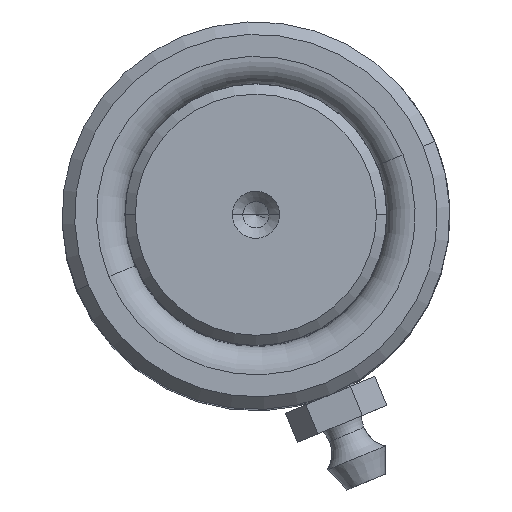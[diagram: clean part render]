
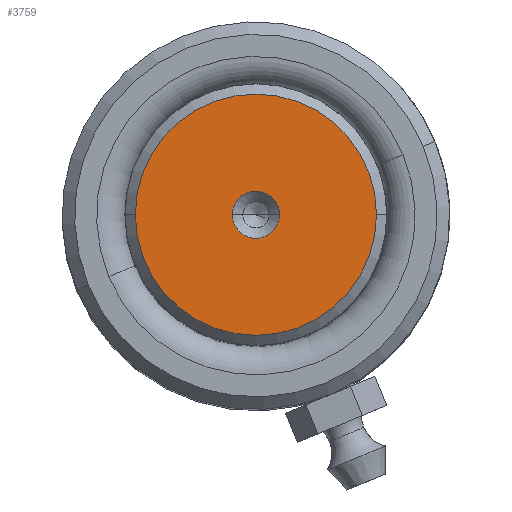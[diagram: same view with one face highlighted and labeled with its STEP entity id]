
A CAD part, top view. The second image highlights one B-rep face of the part: STEP entity #3759.
In plain terms, the highlighted planar face has unit normal (0, 0, 1).
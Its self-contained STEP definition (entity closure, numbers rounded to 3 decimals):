
#85 = FACE_BOUND ( 'NONE', #4281, .T. ) ;
#573 = CARTESIAN_POINT ( 'NONE',  ( 0., 0., 130. ) ) ;
#575 = EDGE_CURVE ( 'NONE', #7485, #3351, #6358, .T. ) ;
#887 = ORIENTED_EDGE ( 'NONE', *, *, #6227, .T. ) ;
#1021 = ORIENTED_EDGE ( 'NONE', *, *, #5072, .T. ) ;
#1161 = CARTESIAN_POINT ( 'NONE',  ( 11.509, 0., 130. ) ) ;
#1173 = CARTESIAN_POINT ( 'NONE',  ( 0., 0., 130. ) ) ;
#1231 = EDGE_LOOP ( 'NONE', ( #887, #1021 ) ) ;
#1283 = DIRECTION ( 'NONE',  ( 1., 0., 0. ) ) ;
#1309 = CARTESIAN_POINT ( 'NONE',  ( 0., 0., 130. ) ) ;
#1407 = ORIENTED_EDGE ( 'NONE', *, *, #1441, .F. ) ;
#1441 = EDGE_CURVE ( 'NONE', #3351, #7485, #6897, .T. ) ;
#1852 = FACE_OUTER_BOUND ( 'NONE', #1231, .T. ) ;
#1903 = VERTEX_POINT ( 'NONE', #1161 ) ;
#1942 = CARTESIAN_POINT ( 'NONE',  ( -11.509, 0., 130. ) ) ;
#2098 = CARTESIAN_POINT ( 'NONE',  ( -2.25, 0., 130. ) ) ;
#2226 = CARTESIAN_POINT ( 'NONE',  ( 2.25, 0., 130. ) ) ;
#2312 = PLANE ( 'NONE',  #2692 ) ;
#2692 = AXIS2_PLACEMENT_3D ( 'NONE', #6982, #3504, #3005 ) ;
#3005 = DIRECTION ( 'NONE',  ( 1., 0., 0. ) ) ;
#3160 = DIRECTION ( 'NONE',  ( 1., 0., 0. ) ) ;
#3351 = VERTEX_POINT ( 'NONE', #2226 ) ;
#3465 = DIRECTION ( 'NONE',  ( 0., 0., 1. ) ) ;
#3504 = DIRECTION ( 'NONE',  ( 0., 0., 1. ) ) ;
#3759 = ADVANCED_FACE ( 'NONE', ( #85, #1852 ), #2312, .T. ) ;
#4054 = ORIENTED_EDGE ( 'NONE', *, *, #575, .F. ) ;
#4148 = DIRECTION ( 'NONE',  ( 0., 0., 1. ) ) ;
#4281 = EDGE_LOOP ( 'NONE', ( #1407, #4054 ) ) ;
#4733 = DIRECTION ( 'NONE',  ( 0., 0., 1. ) ) ;
#4776 = AXIS2_PLACEMENT_3D ( 'NONE', #6916, #3465, #6362 ) ;
#5072 = EDGE_CURVE ( 'NONE', #1903, #7261, #6840, .T. ) ;
#5267 = AXIS2_PLACEMENT_3D ( 'NONE', #573, #4148, #5893 ) ;
#5329 = AXIS2_PLACEMENT_3D ( 'NONE', #1309, #5472, #3160 ) ;
#5472 = DIRECTION ( 'NONE',  ( 0., 0., 1. ) ) ;
#5893 = DIRECTION ( 'NONE',  ( 1., 0., 0. ) ) ;
#6227 = EDGE_CURVE ( 'NONE', #7261, #1903, #7129, .T. ) ;
#6358 = CIRCLE ( 'NONE', #5267, 2.25 ) ;
#6362 = DIRECTION ( 'NONE',  ( 1., 0., 0. ) ) ;
#6840 = CIRCLE ( 'NONE', #5329, 11.509 ) ;
#6897 = CIRCLE ( 'NONE', #4776, 2.25 ) ;
#6916 = CARTESIAN_POINT ( 'NONE',  ( 0., 0., 130. ) ) ;
#6982 = CARTESIAN_POINT ( 'NONE',  ( 0., 0., 130. ) ) ;
#7129 = CIRCLE ( 'NONE', #7575, 11.509 ) ;
#7261 = VERTEX_POINT ( 'NONE', #1942 ) ;
#7485 = VERTEX_POINT ( 'NONE', #2098 ) ;
#7575 = AXIS2_PLACEMENT_3D ( 'NONE', #1173, #4733, #1283 ) ;
